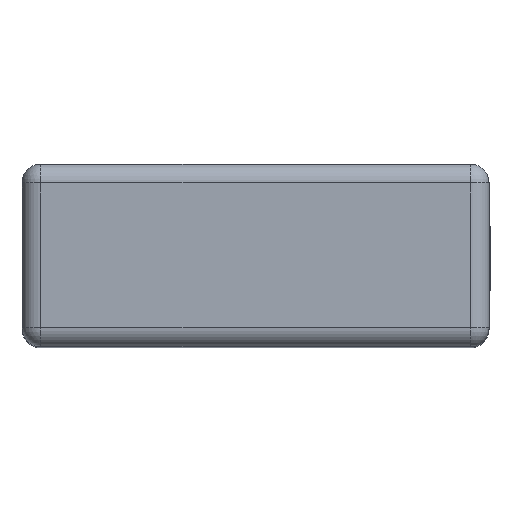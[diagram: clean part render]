
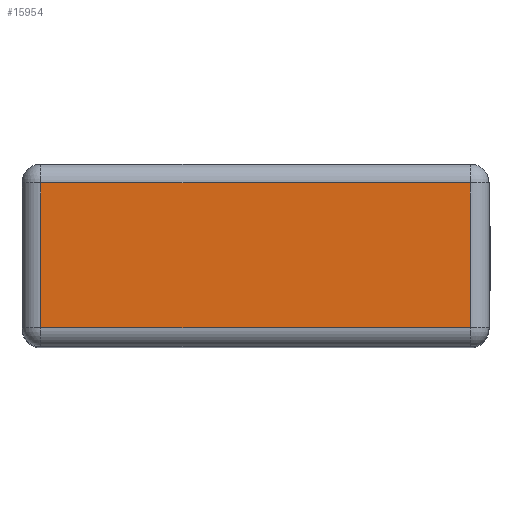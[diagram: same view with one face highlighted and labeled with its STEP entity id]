
A CAD part, top view. The second image highlights one B-rep face of the part: STEP entity #15954.
In plain terms, the highlighted planar face has unit normal (0, 0, 1).
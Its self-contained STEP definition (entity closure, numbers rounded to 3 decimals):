
#689 = EDGE_CURVE ( 'NONE', #12484, #18132, #2848, .T. ) ;
#1112 = ORIENTED_EDGE ( 'NONE', *, *, #2449, .T. ) ;
#1351 = VERTEX_POINT ( 'NONE', #8643 ) ;
#1380 = CARTESIAN_POINT ( 'NONE',  ( 0., 0., 6.97 ) ) ;
#1780 = AXIS2_PLACEMENT_3D ( 'NONE', #1380, #14307, #7245 ) ;
#2106 = CARTESIAN_POINT ( 'NONE',  ( -2.265, -0.765, 6.97 ) ) ;
#2449 = EDGE_CURVE ( 'NONE', #1351, #12484, #13223, .T. ) ;
#2635 = FACE_OUTER_BOUND ( 'NONE', #17932, .T. ) ;
#2848 = LINE ( 'NONE', #8764, #11021 ) ;
#3394 = CARTESIAN_POINT ( 'NONE',  ( -2.265, 0.765, 6.97 ) ) ;
#3913 = VECTOR ( 'NONE', #18805, 1000. ) ;
#4025 = VERTEX_POINT ( 'NONE', #2106 ) ;
#4748 = VECTOR ( 'NONE', #18615, 1000. ) ;
#5883 = CARTESIAN_POINT ( 'NONE',  ( 2.265, 0.965, 6.97 ) ) ;
#6500 = ORIENTED_EDGE ( 'NONE', *, *, #7214, .T. ) ;
#6816 = LINE ( 'NONE', #12614, #7910 ) ;
#7214 = EDGE_CURVE ( 'NONE', #18132, #4025, #6816, .T. ) ;
#7245 = DIRECTION ( 'NONE',  ( 1., 0., 0. ) ) ;
#7910 = VECTOR ( 'NONE', #13884, 1000. ) ;
#8126 = ORIENTED_EDGE ( 'NONE', *, *, #689, .T. ) ;
#8643 = CARTESIAN_POINT ( 'NONE',  ( 2.265, -0.765, 6.97 ) ) ;
#8764 = CARTESIAN_POINT ( 'NONE',  ( -2.465, 0.765, 6.97 ) ) ;
#9761 = CARTESIAN_POINT ( 'NONE',  ( 2.465, -0.765, 6.97 ) ) ;
#9876 = PLANE ( 'NONE',  #1780 ) ;
#11021 = VECTOR ( 'NONE', #11372, 1000. ) ;
#11372 = DIRECTION ( 'NONE',  ( -1., 0., 0. ) ) ;
#11888 = EDGE_CURVE ( 'NONE', #4025, #1351, #14208, .T. ) ;
#12484 = VERTEX_POINT ( 'NONE', #17962 ) ;
#12614 = CARTESIAN_POINT ( 'NONE',  ( -2.265, -0.965, 6.97 ) ) ;
#13223 = LINE ( 'NONE', #5883, #3913 ) ;
#13884 = DIRECTION ( 'NONE',  ( 0., -1., 0. ) ) ;
#14208 = LINE ( 'NONE', #9761, #4748 ) ;
#14307 = DIRECTION ( 'NONE',  ( 0., 0., 1. ) ) ;
#15954 = ADVANCED_FACE ( 'NONE', ( #2635 ), #9876, .T. ) ;
#17932 = EDGE_LOOP ( 'NONE', ( #6500, #18489, #1112, #8126 ) ) ;
#17962 = CARTESIAN_POINT ( 'NONE',  ( 2.265, 0.765, 6.97 ) ) ;
#18132 = VERTEX_POINT ( 'NONE', #3394 ) ;
#18489 = ORIENTED_EDGE ( 'NONE', *, *, #11888, .T. ) ;
#18615 = DIRECTION ( 'NONE',  ( 1., 0., 0. ) ) ;
#18805 = DIRECTION ( 'NONE',  ( 0., 1., 0. ) ) ;
